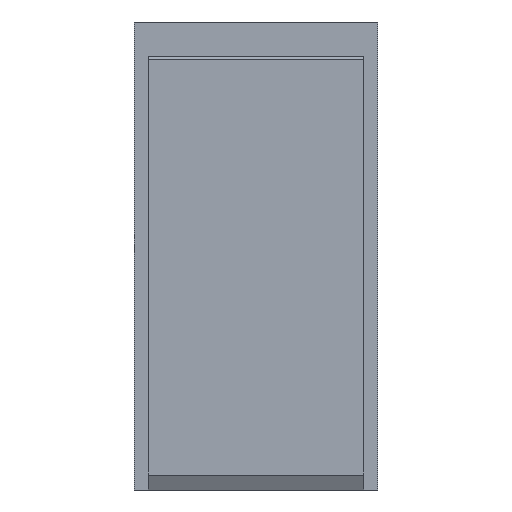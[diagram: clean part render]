
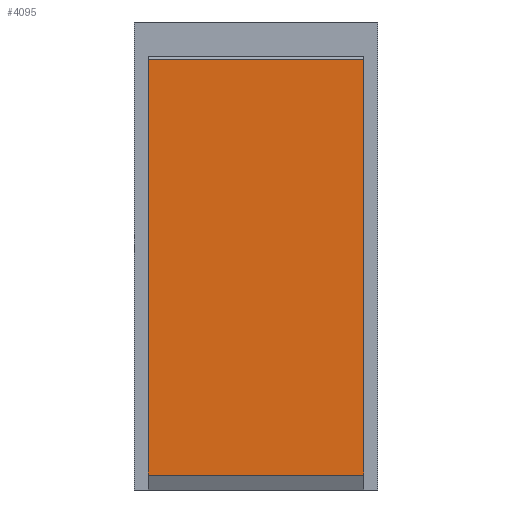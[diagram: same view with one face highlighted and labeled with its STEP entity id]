
A CAD part, front view. The second image highlights one B-rep face of the part: STEP entity #4095.
In plain terms, the highlighted planar face has unit normal (0, -1, 0).
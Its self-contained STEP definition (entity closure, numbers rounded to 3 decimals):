
#505 = FACE_OUTER_BOUND ( 'NONE', #3679, .T. ) ;
#598 = EDGE_CURVE ( 'NONE', #2595, #1152, #4990, .T. ) ;
#714 = DIRECTION ( 'NONE',  ( 0., 0., -1. ) ) ;
#878 = VECTOR ( 'NONE', #714, 1000. ) ;
#914 = CARTESIAN_POINT ( 'NONE',  ( 18.5, -1.55, 33.67 ) ) ;
#1152 = VERTEX_POINT ( 'NONE', #5239 ) ;
#1165 = DIRECTION ( 'NONE',  ( -1., 0., 0. ) ) ;
#1180 = CARTESIAN_POINT ( 'NONE',  ( 18.5, -1.55, 33.67 ) ) ;
#1317 = CARTESIAN_POINT ( 'NONE',  ( 18.5, -1.55, 33.67 ) ) ;
#1588 = VECTOR ( 'NONE', #6390, 1000. ) ;
#1709 = EDGE_CURVE ( 'NONE', #5481, #2764, #4021, .T. ) ;
#1886 = CARTESIAN_POINT ( 'NONE',  ( -18.5, -1.55, 33.67 ) ) ;
#2172 = VECTOR ( 'NONE', #3406, 1000. ) ;
#2198 = EDGE_CURVE ( 'NONE', #5481, #2595, #5013, .T. ) ;
#2595 = VERTEX_POINT ( 'NONE', #5379 ) ;
#2665 = VECTOR ( 'NONE', #1165, 1000. ) ;
#2764 = VERTEX_POINT ( 'NONE', #5601 ) ;
#3406 = DIRECTION ( 'NONE',  ( -1., 0., 0. ) ) ;
#3679 = EDGE_LOOP ( 'NONE', ( #5437, #3767, #6923, #4454 ) ) ;
#3767 = ORIENTED_EDGE ( 'NONE', *, *, #598, .F. ) ;
#4021 = LINE ( 'NONE', #5117, #2665 ) ;
#4095 = ADVANCED_FACE ( 'NONE', ( #505 ), #6597, .F. ) ;
#4127 = EDGE_CURVE ( 'NONE', #2764, #1152, #7453, .T. ) ;
#4173 = DIRECTION ( 'NONE',  ( 0., 1., 0. ) ) ;
#4454 = ORIENTED_EDGE ( 'NONE', *, *, #1709, .T. ) ;
#4990 = LINE ( 'NONE', #5085, #2172 ) ;
#5013 = LINE ( 'NONE', #1180, #1588 ) ;
#5085 = CARTESIAN_POINT ( 'NONE',  ( 18.5, -1.55, -37.53 ) ) ;
#5117 = CARTESIAN_POINT ( 'NONE',  ( 18.5, -1.55, 33.67 ) ) ;
#5239 = CARTESIAN_POINT ( 'NONE',  ( -18.5, -1.55, -37.53 ) ) ;
#5355 = AXIS2_PLACEMENT_3D ( 'NONE', #1317, #4173, #7055 ) ;
#5379 = CARTESIAN_POINT ( 'NONE',  ( 18.5, -1.55, -37.53 ) ) ;
#5437 = ORIENTED_EDGE ( 'NONE', *, *, #4127, .T. ) ;
#5481 = VERTEX_POINT ( 'NONE', #914 ) ;
#5601 = CARTESIAN_POINT ( 'NONE',  ( -18.5, -1.55, 33.67 ) ) ;
#6390 = DIRECTION ( 'NONE',  ( 0., 0., -1. ) ) ;
#6597 = PLANE ( 'NONE',  #5355 ) ;
#6923 = ORIENTED_EDGE ( 'NONE', *, *, #2198, .F. ) ;
#7055 = DIRECTION ( 'NONE',  ( 1., 0., 0. ) ) ;
#7453 = LINE ( 'NONE', #1886, #878 ) ;
